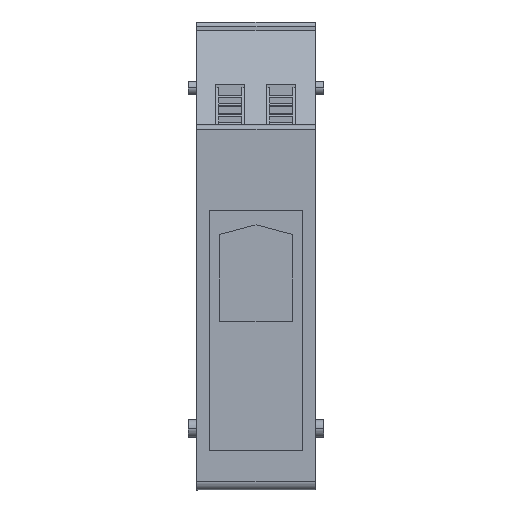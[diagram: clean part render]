
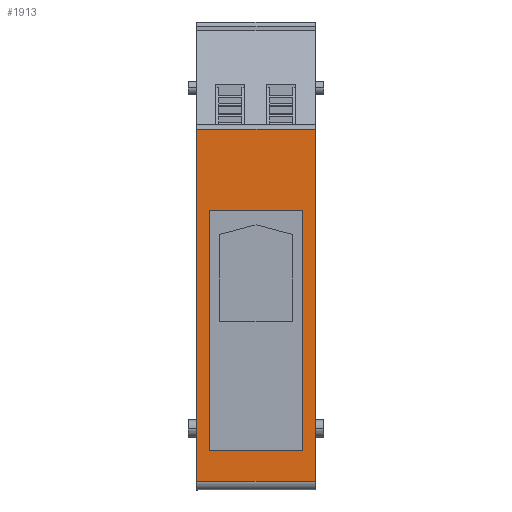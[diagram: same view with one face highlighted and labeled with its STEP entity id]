
A CAD part, front view. The second image highlights one B-rep face of the part: STEP entity #1913.
In plain terms, the highlighted planar face has unit normal (0, -1, 0).
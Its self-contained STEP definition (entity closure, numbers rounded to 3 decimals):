
#1859=AXIS2_PLACEMENT_3D('Plane Axis2P3D',#1856,#1857,#1858) ;
#331=CARTESIAN_POINT('Vertex',(2.,0.,2.)) ;
#334=CARTESIAN_POINT('Line Origine',(2.,0.,42.038)) ;
#338=CARTESIAN_POINT('Vertex',(2.,0.,82.075)) ;
#1840=CARTESIAN_POINT('Vertex',(28.9,0.,2.)) ;
#1843=CARTESIAN_POINT('Line Origine',(14.84,0.,2.)) ;
#1856=CARTESIAN_POINT('Axis2P3D Location',(28.9,0.,2.)) ;
#1861=CARTESIAN_POINT('Line Origine',(28.9,0.,42.038)) ;
#1865=CARTESIAN_POINT('Vertex',(28.9,0.,82.075)) ;
#1868=CARTESIAN_POINT('Line Origine',(15.45,0.,82.075)) ;
#1879=CARTESIAN_POINT('Line Origine',(26.05,0.,36.35)) ;
#1883=CARTESIAN_POINT('Vertex',(26.05,0.,9.)) ;
#1885=CARTESIAN_POINT('Vertex',(26.05,0.,63.7)) ;
#1888=CARTESIAN_POINT('Line Origine',(15.45,0.,9.)) ;
#1892=CARTESIAN_POINT('Vertex',(4.85,0.,9.)) ;
#1895=CARTESIAN_POINT('Line Origine',(4.85,0.,36.35)) ;
#1899=CARTESIAN_POINT('Vertex',(4.85,0.,63.7)) ;
#1902=CARTESIAN_POINT('Line Origine',(15.45,0.,63.7)) ;
#335=DIRECTION('Vector Direction',(0.,0.,1.)) ;
#1844=DIRECTION('Vector Direction',(1.,0.,0.)) ;
#1857=DIRECTION('Axis2P3D Direction',(0.,-1.,0.)) ;
#1858=DIRECTION('Axis2P3D XDirection',(0.,0.,1.)) ;
#1862=DIRECTION('Vector Direction',(0.,0.,1.)) ;
#1869=DIRECTION('Vector Direction',(1.,0.,0.)) ;
#1880=DIRECTION('Vector Direction',(0.,0.,1.)) ;
#1889=DIRECTION('Vector Direction',(1.,0.,0.)) ;
#1896=DIRECTION('Vector Direction',(0.,0.,-1.)) ;
#1903=DIRECTION('Vector Direction',(-1.,0.,0.)) ;
#336=VECTOR('Line Direction',#335,1.) ;
#1845=VECTOR('Line Direction',#1844,1.) ;
#1863=VECTOR('Line Direction',#1862,1.) ;
#1870=VECTOR('Line Direction',#1869,1.) ;
#1881=VECTOR('Line Direction',#1880,1.) ;
#1890=VECTOR('Line Direction',#1889,1.) ;
#1897=VECTOR('Line Direction',#1896,1.) ;
#1904=VECTOR('Line Direction',#1903,1.) ;
#1874=ORIENTED_EDGE('',*,*,#1847,.F.) ;
#1875=ORIENTED_EDGE('',*,*,#1867,.F.) ;
#1876=ORIENTED_EDGE('',*,*,#1872,.T.) ;
#1877=ORIENTED_EDGE('',*,*,#340,.F.) ;
#1908=ORIENTED_EDGE('',*,*,#1887,.F.) ;
#1909=ORIENTED_EDGE('',*,*,#1894,.F.) ;
#1910=ORIENTED_EDGE('',*,*,#1901,.F.) ;
#1911=ORIENTED_EDGE('',*,*,#1906,.F.) ;
#1912=FACE_BOUND('',#1907,.T.) ;
#1913=ADVANCED_FACE('ISGH',(#1878,#1912),#1860,.T.) ;
#340=EDGE_CURVE('',#332,#339,#337,.T.) ;
#1847=EDGE_CURVE('',#1841,#332,#1846,.F.) ;
#1867=EDGE_CURVE('',#1866,#1841,#1864,.F.) ;
#1872=EDGE_CURVE('',#1866,#339,#1871,.F.) ;
#1887=EDGE_CURVE('',#1884,#1886,#1882,.T.) ;
#1894=EDGE_CURVE('',#1893,#1884,#1891,.T.) ;
#1901=EDGE_CURVE('',#1900,#1893,#1898,.T.) ;
#1906=EDGE_CURVE('',#1886,#1900,#1905,.T.) ;
#1873=EDGE_LOOP('',(#1874,#1875,#1876,#1877)) ;
#1907=EDGE_LOOP('',(#1908,#1909,#1910,#1911)) ;
#1878=FACE_OUTER_BOUND('',#1873,.T.) ;
#337=LINE('Line',#334,#336) ;
#1846=LINE('Line',#1843,#1845) ;
#1864=LINE('Line',#1861,#1863) ;
#1871=LINE('Line',#1868,#1870) ;
#1882=LINE('Line',#1879,#1881) ;
#1891=LINE('Line',#1888,#1890) ;
#1898=LINE('Line',#1895,#1897) ;
#1905=LINE('Line',#1902,#1904) ;
#1860=PLANE('',#1859) ;
#332=VERTEX_POINT('',#331) ;
#339=VERTEX_POINT('',#338) ;
#1841=VERTEX_POINT('',#1840) ;
#1866=VERTEX_POINT('',#1865) ;
#1884=VERTEX_POINT('',#1883) ;
#1886=VERTEX_POINT('',#1885) ;
#1893=VERTEX_POINT('',#1892) ;
#1900=VERTEX_POINT('',#1899) ;
